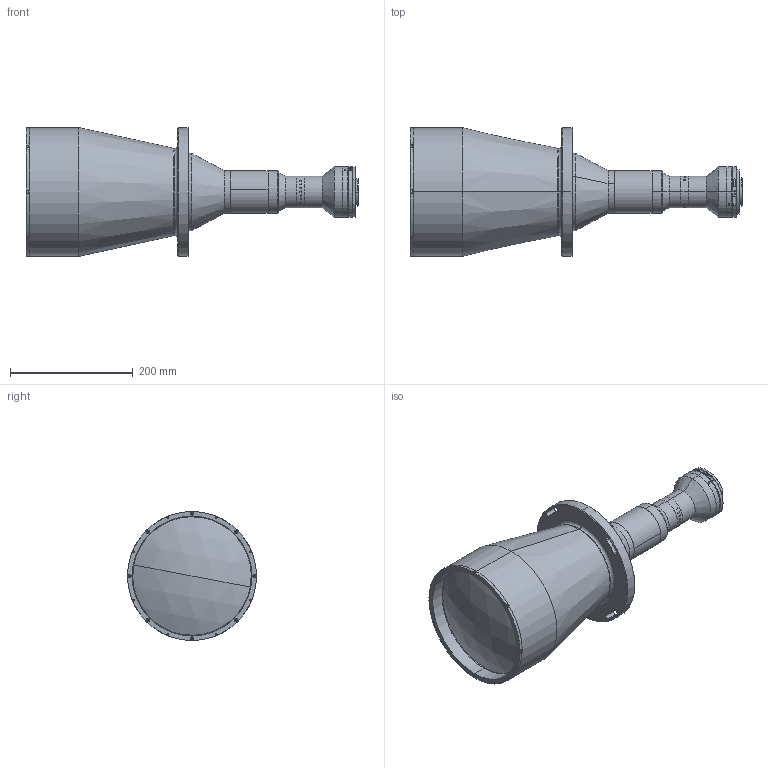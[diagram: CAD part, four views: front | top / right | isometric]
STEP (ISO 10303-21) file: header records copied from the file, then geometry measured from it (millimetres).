
FILE_DESCRIPTION (( 'STEP AP203' ), '1' );
FILE_NAME ('XF-PTL18232-F.STEP', '2019-07-23T01:33:10', ( 'lawlynn' ), ( '' ), 'SwSTEP 2.0', 'SolidWorks 2014', '' );
FILE_SCHEMA (( 'CONFIG_CONTROL_DESIGN' ));
Length unit declared in the file: millimetre
Products named in the file (1): XF-PTL18232-F
Bounding box: 540.83 x 210 x 210 mm (x, y, z)
Surface area: 360588.6 mm2 (no closed solid volume)
Topology: 0 solids, 47 shells, 312 faces, 1380 edges, 1088 vertices
Faces by surface type: cylinder 140, plane 94, cone 58, torus 16, sphere 4
Entity records: 19113 total; most frequent: CARTESIAN_POINT 8013, DIRECTION 2314, ORIENTED_EDGE 1953, EDGE_CURVE 1362, VERTEX_POINT 1088, AXIS2_PLACEMENT_3D 893, CIRCLE 580, VECTOR 528
